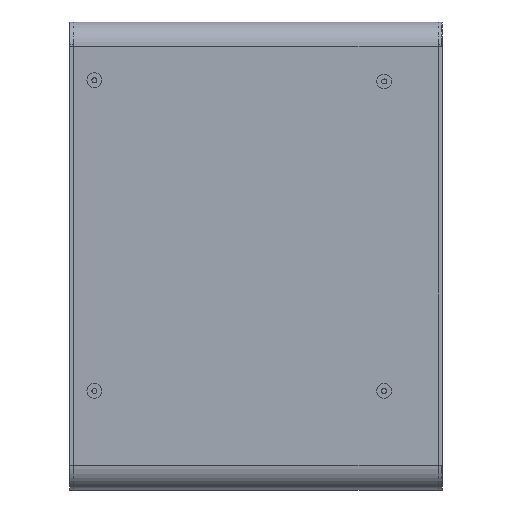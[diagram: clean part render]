
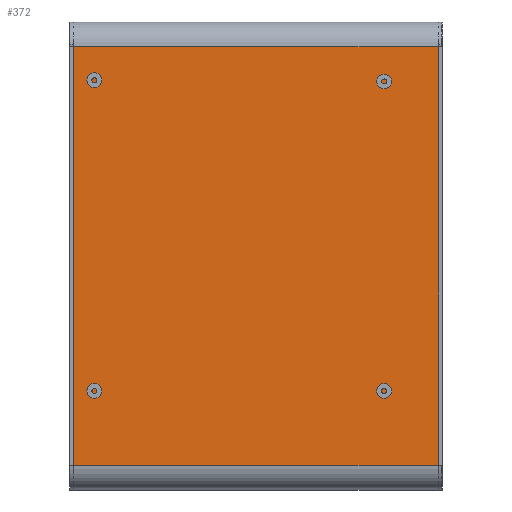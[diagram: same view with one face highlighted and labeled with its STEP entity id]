
A CAD part, top view. The second image highlights one B-rep face of the part: STEP entity #372.
In plain terms, the highlighted planar face has unit normal (0, 0, 1).
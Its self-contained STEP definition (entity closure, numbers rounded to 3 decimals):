
#58 = VERTEX_POINT('',#59);
#59 = CARTESIAN_POINT('',(0.,0.,1.5));
#66 = PLANE('',#67);
#67 = AXIS2_PLACEMENT_3D('',#68,#69,#70);
#68 = CARTESIAN_POINT('',(0.,0.,0.));
#69 = DIRECTION('',(1.,0.,-0.));
#70 = DIRECTION('',(0.,0.,1.));
#78 = PLANE('',#79);
#79 = AXIS2_PLACEMENT_3D('',#80,#81,#82);
#80 = CARTESIAN_POINT('',(0.,0.,0.));
#81 = DIRECTION('',(-0.,1.,0.));
#82 = DIRECTION('',(0.,0.,1.));
#119 = VERTEX_POINT('',#120);
#120 = CARTESIAN_POINT('',(0.,170.,1.5));
#134 = PLANE('',#135);
#135 = AXIS2_PLACEMENT_3D('',#136,#137,#138);
#136 = CARTESIAN_POINT('',(0.,170.,0.));
#137 = DIRECTION('',(-0.,1.,0.));
#138 = DIRECTION('',(0.,0.,1.));
#146 = EDGE_CURVE('',#58,#119,#147,.T.);
#147 = SURFACE_CURVE('',#148,(#152,#159),.PCURVE_S1.);
#148 = LINE('',#149,#150);
#149 = CARTESIAN_POINT('',(0.,0.,1.5));
#150 = VECTOR('',#151,1.);
#151 = DIRECTION('',(-0.,1.,0.));
#152 = PCURVE('',#66,#153);
#153 = DEFINITIONAL_REPRESENTATION('',(#154),#158);
#154 = LINE('',#155,#156);
#155 = CARTESIAN_POINT('',(1.5,0.));
#156 = VECTOR('',#157,1.);
#157 = DIRECTION('',(0.,-1.));
#158 = ( GEOMETRIC_REPRESENTATION_CONTEXT(2) 
PARAMETRIC_REPRESENTATION_CONTEXT() REPRESENTATION_CONTEXT('2D SPACE',''
  ) );
#159 = PCURVE('',#160,#165);
#160 = PLANE('',#161);
#161 = AXIS2_PLACEMENT_3D('',#162,#163,#164);
#162 = CARTESIAN_POINT('',(0.,0.,1.5));
#163 = DIRECTION('',(0.,0.,1.));
#164 = DIRECTION('',(1.,0.,-0.));
#165 = DEFINITIONAL_REPRESENTATION('',(#166),#170);
#166 = LINE('',#167,#168);
#167 = CARTESIAN_POINT('',(0.,0.));
#168 = VECTOR('',#169,1.);
#169 = DIRECTION('',(0.,1.));
#170 = ( GEOMETRIC_REPRESENTATION_CONTEXT(2) 
PARAMETRIC_REPRESENTATION_CONTEXT() REPRESENTATION_CONTEXT('2D SPACE',''
  ) );
#178 = VERTEX_POINT('',#179);
#179 = CARTESIAN_POINT('',(150.,0.,1.5));
#186 = PLANE('',#187);
#187 = AXIS2_PLACEMENT_3D('',#188,#189,#190);
#188 = CARTESIAN_POINT('',(150.,0.,0.));
#189 = DIRECTION('',(1.,0.,-0.));
#190 = DIRECTION('',(0.,0.,1.));
#229 = VERTEX_POINT('',#230);
#230 = CARTESIAN_POINT('',(150.,170.,1.5));
#251 = EDGE_CURVE('',#178,#229,#252,.T.);
#252 = SURFACE_CURVE('',#253,(#257,#264),.PCURVE_S1.);
#253 = LINE('',#254,#255);
#254 = CARTESIAN_POINT('',(150.,0.,1.5));
#255 = VECTOR('',#256,1.);
#256 = DIRECTION('',(-0.,1.,0.));
#257 = PCURVE('',#186,#258);
#258 = DEFINITIONAL_REPRESENTATION('',(#259),#263);
#259 = LINE('',#260,#261);
#260 = CARTESIAN_POINT('',(1.5,0.));
#261 = VECTOR('',#262,1.);
#262 = DIRECTION('',(0.,-1.));
#263 = ( GEOMETRIC_REPRESENTATION_CONTEXT(2) 
PARAMETRIC_REPRESENTATION_CONTEXT() REPRESENTATION_CONTEXT('2D SPACE',''
  ) );
#264 = PCURVE('',#160,#265);
#265 = DEFINITIONAL_REPRESENTATION('',(#266),#270);
#266 = LINE('',#267,#268);
#267 = CARTESIAN_POINT('',(150.,0.));
#268 = VECTOR('',#269,1.);
#269 = DIRECTION('',(0.,1.));
#270 = ( GEOMETRIC_REPRESENTATION_CONTEXT(2) 
PARAMETRIC_REPRESENTATION_CONTEXT() REPRESENTATION_CONTEXT('2D SPACE',''
  ) );
#297 = EDGE_CURVE('',#58,#178,#298,.T.);
#298 = SURFACE_CURVE('',#299,(#303,#310),.PCURVE_S1.);
#299 = LINE('',#300,#301);
#300 = CARTESIAN_POINT('',(0.,0.,1.5));
#301 = VECTOR('',#302,1.);
#302 = DIRECTION('',(1.,0.,-0.));
#303 = PCURVE('',#78,#304);
#304 = DEFINITIONAL_REPRESENTATION('',(#305),#309);
#305 = LINE('',#306,#307);
#306 = CARTESIAN_POINT('',(1.5,0.));
#307 = VECTOR('',#308,1.);
#308 = DIRECTION('',(0.,1.));
#309 = ( GEOMETRIC_REPRESENTATION_CONTEXT(2) 
PARAMETRIC_REPRESENTATION_CONTEXT() REPRESENTATION_CONTEXT('2D SPACE',''
  ) );
#310 = PCURVE('',#160,#311);
#311 = DEFINITIONAL_REPRESENTATION('',(#312),#316);
#312 = LINE('',#313,#314);
#313 = CARTESIAN_POINT('',(0.,0.));
#314 = VECTOR('',#315,1.);
#315 = DIRECTION('',(1.,0.));
#316 = ( GEOMETRIC_REPRESENTATION_CONTEXT(2) 
PARAMETRIC_REPRESENTATION_CONTEXT() REPRESENTATION_CONTEXT('2D SPACE',''
  ) );
#344 = EDGE_CURVE('',#119,#229,#345,.T.);
#345 = SURFACE_CURVE('',#346,(#350,#357),.PCURVE_S1.);
#346 = LINE('',#347,#348);
#347 = CARTESIAN_POINT('',(0.,170.,1.5));
#348 = VECTOR('',#349,1.);
#349 = DIRECTION('',(1.,0.,-0.));
#350 = PCURVE('',#134,#351);
#351 = DEFINITIONAL_REPRESENTATION('',(#352),#356);
#352 = LINE('',#353,#354);
#353 = CARTESIAN_POINT('',(1.5,0.));
#354 = VECTOR('',#355,1.);
#355 = DIRECTION('',(0.,1.));
#356 = ( GEOMETRIC_REPRESENTATION_CONTEXT(2) 
PARAMETRIC_REPRESENTATION_CONTEXT() REPRESENTATION_CONTEXT('2D SPACE',''
  ) );
#357 = PCURVE('',#160,#358);
#358 = DEFINITIONAL_REPRESENTATION('',(#359),#363);
#359 = LINE('',#360,#361);
#360 = CARTESIAN_POINT('',(0.,170.));
#361 = VECTOR('',#362,1.);
#362 = DIRECTION('',(1.,0.));
#363 = ( GEOMETRIC_REPRESENTATION_CONTEXT(2) 
PARAMETRIC_REPRESENTATION_CONTEXT() REPRESENTATION_CONTEXT('2D SPACE',''
  ) );
#372 = ADVANCED_FACE('',(#373),#160,.T.);
#373 = FACE_BOUND('',#374,.T.);
#374 = EDGE_LOOP('',(#375,#376,#377,#378));
#375 = ORIENTED_EDGE('',*,*,#146,.F.);
#376 = ORIENTED_EDGE('',*,*,#297,.T.);
#377 = ORIENTED_EDGE('',*,*,#251,.T.);
#378 = ORIENTED_EDGE('',*,*,#344,.F.);
